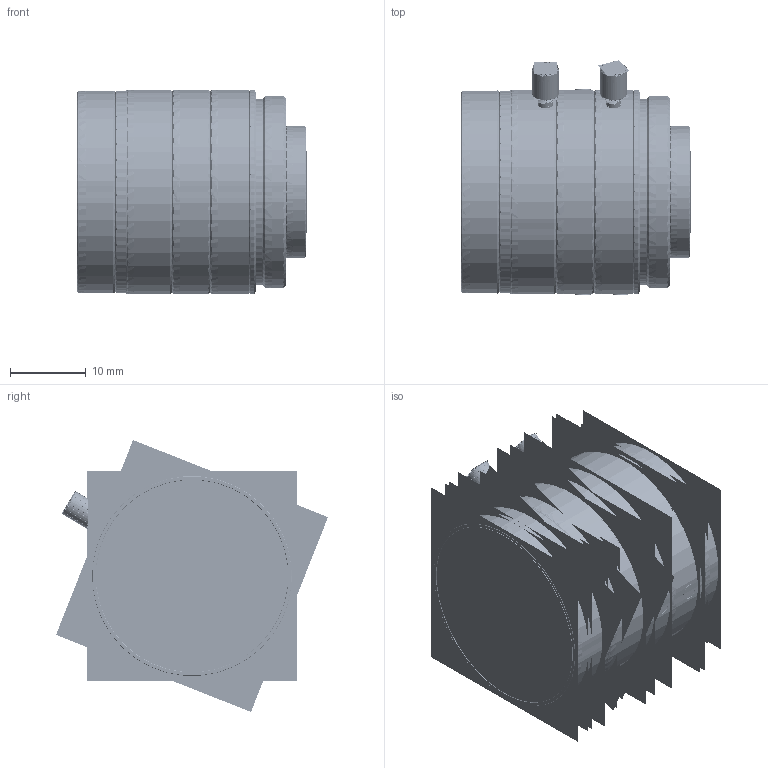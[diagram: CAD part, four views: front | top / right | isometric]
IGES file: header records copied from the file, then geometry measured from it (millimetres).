
Start section:  PTC IGES file: 200_asm.igs
Global section: file name: 200_asm.igs; native system: Pro/ENGINEER by Parametric Technology Corporation; preprocessor: 2010020; author: ZHU; organization: Unknown; date: 20160412.143900; units: millimetre
Bounding box: 30.37 x 35.92 x 35.91 mm (x, y, z)
Surface area: 73366.2 mm2 (no closed solid volume)
Topology: 0 solids, 0 shells, 2586 faces, 34536 edges, 45374 vertices
Faces by surface type: revolution 1638, bspline 948
